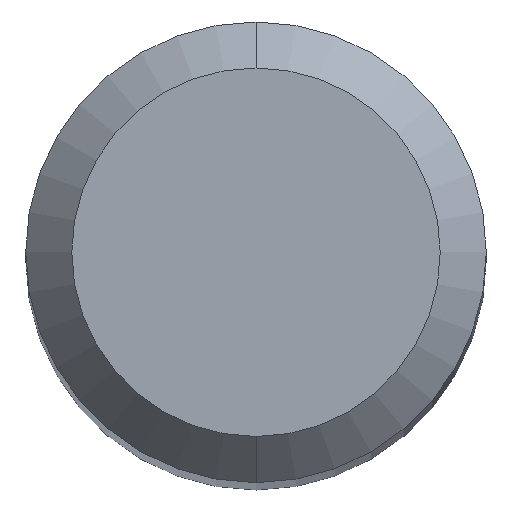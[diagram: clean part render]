
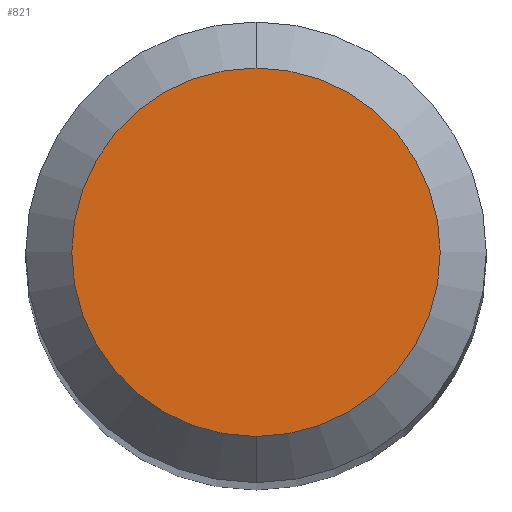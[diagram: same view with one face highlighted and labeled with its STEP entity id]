
A CAD part, top view. The second image highlights one B-rep face of the part: STEP entity #821.
In plain terms, the highlighted planar face has unit normal (0, 0, 1).
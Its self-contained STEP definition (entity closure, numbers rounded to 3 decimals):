
#411=EDGE_CURVE('',#747,#753,#1032,.T.);
#527=EDGE_CURVE('',#753,#747,#1157,.T.);
#747=VERTEX_POINT('',#1396);
#753=VERTEX_POINT('',#1403);
#821=ADVANCED_FACE('',(#1479),#1480,.T.);
#1032=CIRCLE('',#2839,1.2);
#1157=CIRCLE('',#3492,1.2);
#1396=CARTESIAN_POINT('',(0.,-1.2,0.0));
#1403=CARTESIAN_POINT('',(0.0,1.2,0.0));
#1479=FACE_OUTER_BOUND('',#5266,.T.);
#1480=PLANE('',#5267);
#2839=AXIS2_PLACEMENT_3D('',#5805,#5806,#5807);
#3492=AXIS2_PLACEMENT_3D('',#5912,#5913,#5914);
#5266=EDGE_LOOP('',(#6239,#6240));
#5267=AXIS2_PLACEMENT_3D('',#6241,#6242,#6243);
#5805=CARTESIAN_POINT('',(0.0,0.0,0.0));
#5806=DIRECTION('',(0.0,0.0,-1.0));
#5807=DIRECTION('',(0.0,1.0,0.0));
#5912=CARTESIAN_POINT('',(0.0,0.0,0.0));
#5913=DIRECTION('',(0.0,0.0,-1.0));
#5914=DIRECTION('',(0.0,1.0,0.0));
#6239=ORIENTED_EDGE('',*,*,#527,.F.);
#6240=ORIENTED_EDGE('',*,*,#411,.F.);
#6241=CARTESIAN_POINT('',(0.0,0.6,0.0));
#6242=DIRECTION('',(-0.0,0.0,1.0));
#6243=DIRECTION('',(0.0,-1.0,0.0));
